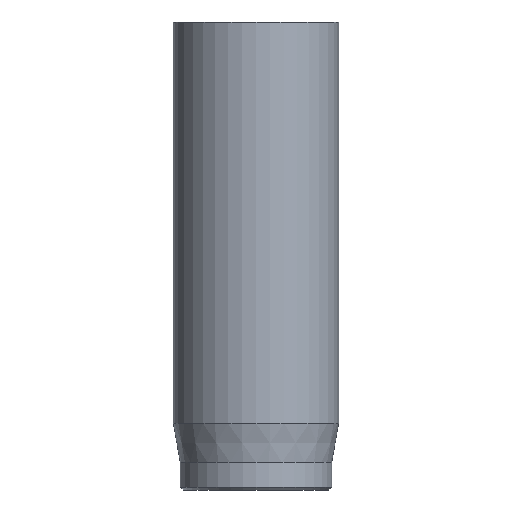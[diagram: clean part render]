
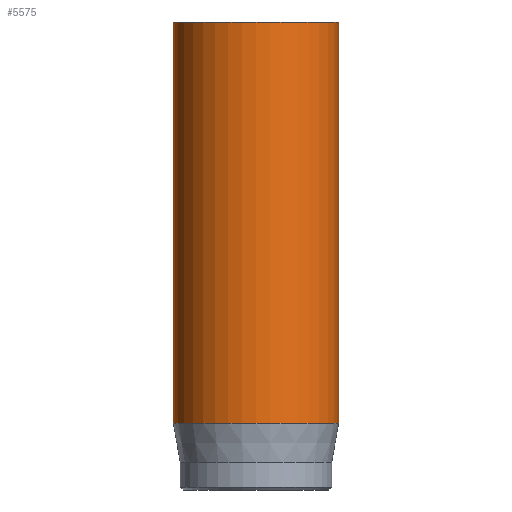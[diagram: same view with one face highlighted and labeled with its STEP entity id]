
A CAD part, front view. The second image highlights one B-rep face of the part: STEP entity #5575.
In plain terms, the highlighted cylindrical face has radius 3 mm (diameter 6 mm), a full revolution.
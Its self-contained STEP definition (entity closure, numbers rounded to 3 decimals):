
#32=CYLINDRICAL_SURFACE('',#5782,3.);
#47=CIRCLE('',#5749,3.);
#63=CIRCLE('',#5780,3.);
#64=CIRCLE('',#5781,3.);
#494=FACE_OUTER_BOUND('',#822,.T.);
#822=EDGE_LOOP('',(#5004,#5005,#5006,#5007,#5008));
#1245=LINE('',#10565,#1674);
#1674=VECTOR('',#6467,3.);
#2571=VERTEX_POINT('',#10504);
#2587=VERTEX_POINT('',#10559);
#2588=VERTEX_POINT('',#10560);
#3374=EDGE_CURVE('',#2571,#2571,#47,.T.);
#3398=EDGE_CURVE('',#2587,#2588,#63,.T.);
#3399=EDGE_CURVE('',#2588,#2587,#64,.T.);
#3401=EDGE_CURVE('',#2571,#2587,#1245,.T.);
#5004=ORIENTED_EDGE('',*,*,#3374,.T.);
#5005=ORIENTED_EDGE('',*,*,#3401,.T.);
#5006=ORIENTED_EDGE('',*,*,#3398,.T.);
#5007=ORIENTED_EDGE('',*,*,#3399,.T.);
#5008=ORIENTED_EDGE('',*,*,#3401,.F.);
#5575=ADVANCED_FACE('',(#494),#32,.T.);
#5749=AXIS2_PLACEMENT_3D('',#10505,#6390,#6391);
#5780=AXIS2_PLACEMENT_3D('',#10561,#6460,#6461);
#5781=AXIS2_PLACEMENT_3D('',#10562,#6462,#6463);
#5782=AXIS2_PLACEMENT_3D('',#10564,#6465,#6466);
#6390=DIRECTION('center_axis',(0.,0.,-1.));
#6391=DIRECTION('ref_axis',(-1.,0.,0.));
#6460=DIRECTION('center_axis',(0.,0.,1.));
#6461=DIRECTION('ref_axis',(-1.,0.,0.));
#6462=DIRECTION('center_axis',(0.,0.,1.));
#6463=DIRECTION('ref_axis',(-1.,0.,0.));
#6465=DIRECTION('center_axis',(0.,0.,1.));
#6466=DIRECTION('ref_axis',(-1.,0.,0.));
#6467=DIRECTION('',(0.,0.,-1.));
#10504=CARTESIAN_POINT('',(3.,0.,17.));
#10505=CARTESIAN_POINT('Origin',(0.,0.,17.));
#10559=CARTESIAN_POINT('',(3.,0.,2.418));
#10560=CARTESIAN_POINT('',(-3.,0.,2.418));
#10561=CARTESIAN_POINT('Origin',(0.,0.,2.418));
#10562=CARTESIAN_POINT('Origin',(0.,0.,2.418));
#10564=CARTESIAN_POINT('Origin',(0.,0.,0.));
#10565=CARTESIAN_POINT('',(3.,0.,0.));
